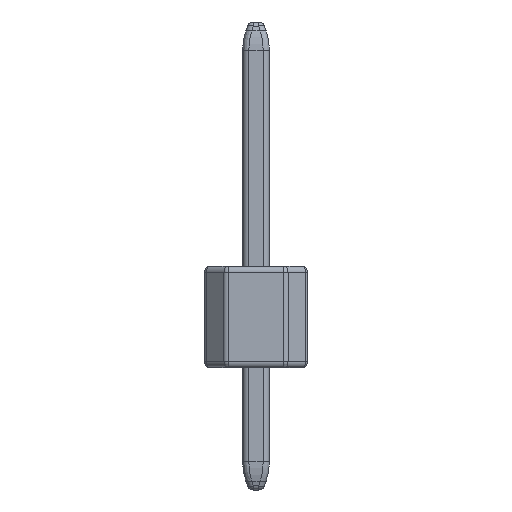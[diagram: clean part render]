
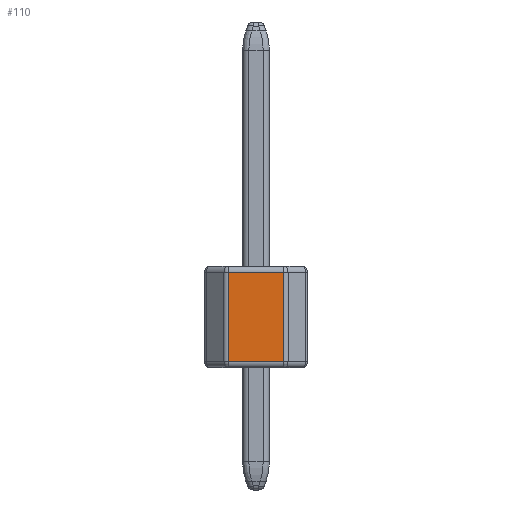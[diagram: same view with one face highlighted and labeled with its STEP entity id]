
A CAD part, left-side view. The second image highlights one B-rep face of the part: STEP entity #110.
In plain terms, the highlighted planar face has unit normal (-1, 0, 0).
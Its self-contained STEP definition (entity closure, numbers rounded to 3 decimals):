
#110 = ADVANCED_FACE('',(#111),#125,.T.);
#111 = FACE_BOUND('',#112,.T.);
#112 = EDGE_LOOP('',(#113,#148,#176,#204));
#113 = ORIENTED_EDGE('',*,*,#114,.T.);
#114 = EDGE_CURVE('',#115,#117,#119,.T.);
#115 = VERTEX_POINT('',#116);
#116 = CARTESIAN_POINT('',(-1.27,-0.682,0.15));
#117 = VERTEX_POINT('',#118);
#118 = CARTESIAN_POINT('',(-1.27,-0.682,2.35));
#119 = SURFACE_CURVE('',#120,(#124,#136),.PCURVE_S1.);
#120 = LINE('',#121,#122);
#121 = CARTESIAN_POINT('',(-1.27,-0.682,0.));
#122 = VECTOR('',#123,1.);
#123 = DIRECTION('',(0.,0.,1.));
#124 = PCURVE('',#125,#130);
#125 = PLANE('',#126);
#126 = AXIS2_PLACEMENT_3D('',#127,#128,#129);
#127 = CARTESIAN_POINT('',(-1.27,-0.744,0.));
#128 = DIRECTION('',(-1.,0.,0.));
#129 = DIRECTION('',(0.,1.,0.));
#130 = DEFINITIONAL_REPRESENTATION('',(#131),#135);
#131 = LINE('',#132,#133);
#132 = CARTESIAN_POINT('',(0.062,0.));
#133 = VECTOR('',#134,1.);
#134 = DIRECTION('',(0.,-1.));
#135 = ( GEOMETRIC_REPRESENTATION_CONTEXT(2) 
PARAMETRIC_REPRESENTATION_CONTEXT() REPRESENTATION_CONTEXT('2D SPACE',''
  ) );
#136 = PCURVE('',#137,#142);
#137 = CYLINDRICAL_SURFACE('',#138,0.15);
#138 = AXIS2_PLACEMENT_3D('',#139,#140,#141);
#139 = CARTESIAN_POINT('',(-1.12,-0.682,0.));
#140 = DIRECTION('',(0.,0.,1.));
#141 = DIRECTION('',(-1.,0.,0.));
#142 = DEFINITIONAL_REPRESENTATION('',(#143),#147);
#143 = LINE('',#144,#145);
#144 = CARTESIAN_POINT('',(0.,0.));
#145 = VECTOR('',#146,1.);
#146 = DIRECTION('',(0.,1.));
#147 = ( GEOMETRIC_REPRESENTATION_CONTEXT(2) 
PARAMETRIC_REPRESENTATION_CONTEXT() REPRESENTATION_CONTEXT('2D SPACE',''
  ) );
#148 = ORIENTED_EDGE('',*,*,#149,.T.);
#149 = EDGE_CURVE('',#117,#150,#152,.T.);
#150 = VERTEX_POINT('',#151);
#151 = CARTESIAN_POINT('',(-1.27,0.682,2.35));
#152 = SURFACE_CURVE('',#153,(#157,#164),.PCURVE_S1.);
#153 = LINE('',#154,#155);
#154 = CARTESIAN_POINT('',(-1.27,-0.744,2.35));
#155 = VECTOR('',#156,1.);
#156 = DIRECTION('',(0.,1.,0.));
#157 = PCURVE('',#125,#158);
#158 = DEFINITIONAL_REPRESENTATION('',(#159),#163);
#159 = LINE('',#160,#161);
#160 = CARTESIAN_POINT('',(0.,-2.35));
#161 = VECTOR('',#162,1.);
#162 = DIRECTION('',(1.,0.));
#163 = ( GEOMETRIC_REPRESENTATION_CONTEXT(2) 
PARAMETRIC_REPRESENTATION_CONTEXT() REPRESENTATION_CONTEXT('2D SPACE',''
  ) );
#164 = PCURVE('',#165,#170);
#165 = CYLINDRICAL_SURFACE('',#166,0.15);
#166 = AXIS2_PLACEMENT_3D('',#167,#168,#169);
#167 = CARTESIAN_POINT('',(-1.12,-0.744,2.35));
#168 = DIRECTION('',(0.,1.,0.));
#169 = DIRECTION('',(-1.,0.,0.));
#170 = DEFINITIONAL_REPRESENTATION('',(#171),#175);
#171 = LINE('',#172,#173);
#172 = CARTESIAN_POINT('',(0.,0.));
#173 = VECTOR('',#174,1.);
#174 = DIRECTION('',(0.,1.));
#175 = ( GEOMETRIC_REPRESENTATION_CONTEXT(2) 
PARAMETRIC_REPRESENTATION_CONTEXT() REPRESENTATION_CONTEXT('2D SPACE',''
  ) );
#176 = ORIENTED_EDGE('',*,*,#177,.F.);
#177 = EDGE_CURVE('',#178,#150,#180,.T.);
#178 = VERTEX_POINT('',#179);
#179 = CARTESIAN_POINT('',(-1.27,0.682,0.15));
#180 = SURFACE_CURVE('',#181,(#185,#192),.PCURVE_S1.);
#181 = LINE('',#182,#183);
#182 = CARTESIAN_POINT('',(-1.27,0.682,0.));
#183 = VECTOR('',#184,1.);
#184 = DIRECTION('',(0.,0.,1.));
#185 = PCURVE('',#125,#186);
#186 = DEFINITIONAL_REPRESENTATION('',(#187),#191);
#187 = LINE('',#188,#189);
#188 = CARTESIAN_POINT('',(1.426,0.));
#189 = VECTOR('',#190,1.);
#190 = DIRECTION('',(0.,-1.));
#191 = ( GEOMETRIC_REPRESENTATION_CONTEXT(2) 
PARAMETRIC_REPRESENTATION_CONTEXT() REPRESENTATION_CONTEXT('2D SPACE',''
  ) );
#192 = PCURVE('',#193,#198);
#193 = CYLINDRICAL_SURFACE('',#194,0.15);
#194 = AXIS2_PLACEMENT_3D('',#195,#196,#197);
#195 = CARTESIAN_POINT('',(-1.12,0.682,0.));
#196 = DIRECTION('',(0.,0.,1.));
#197 = DIRECTION('',(-1.,0.,0.));
#198 = DEFINITIONAL_REPRESENTATION('',(#199),#203);
#199 = LINE('',#200,#201);
#200 = CARTESIAN_POINT('',(-0.,0.));
#201 = VECTOR('',#202,1.);
#202 = DIRECTION('',(-0.,1.));
#203 = ( GEOMETRIC_REPRESENTATION_CONTEXT(2) 
PARAMETRIC_REPRESENTATION_CONTEXT() REPRESENTATION_CONTEXT('2D SPACE',''
  ) );
#204 = ORIENTED_EDGE('',*,*,#205,.F.);
#205 = EDGE_CURVE('',#115,#178,#206,.T.);
#206 = SURFACE_CURVE('',#207,(#211,#218),.PCURVE_S1.);
#207 = LINE('',#208,#209);
#208 = CARTESIAN_POINT('',(-1.27,-0.744,0.15));
#209 = VECTOR('',#210,1.);
#210 = DIRECTION('',(0.,1.,0.));
#211 = PCURVE('',#125,#212);
#212 = DEFINITIONAL_REPRESENTATION('',(#213),#217);
#213 = LINE('',#214,#215);
#214 = CARTESIAN_POINT('',(0.,-0.15));
#215 = VECTOR('',#216,1.);
#216 = DIRECTION('',(1.,0.));
#217 = ( GEOMETRIC_REPRESENTATION_CONTEXT(2) 
PARAMETRIC_REPRESENTATION_CONTEXT() REPRESENTATION_CONTEXT('2D SPACE',''
  ) );
#218 = PCURVE('',#219,#224);
#219 = CYLINDRICAL_SURFACE('',#220,0.15);
#220 = AXIS2_PLACEMENT_3D('',#221,#222,#223);
#221 = CARTESIAN_POINT('',(-1.12,-0.744,0.15));
#222 = DIRECTION('',(0.,1.,0.));
#223 = DIRECTION('',(-1.,0.,0.));
#224 = DEFINITIONAL_REPRESENTATION('',(#225),#229);
#225 = LINE('',#226,#227);
#226 = CARTESIAN_POINT('',(-0.,0.));
#227 = VECTOR('',#228,1.);
#228 = DIRECTION('',(-0.,1.));
#229 = ( GEOMETRIC_REPRESENTATION_CONTEXT(2) 
PARAMETRIC_REPRESENTATION_CONTEXT() REPRESENTATION_CONTEXT('2D SPACE',''
  ) );
